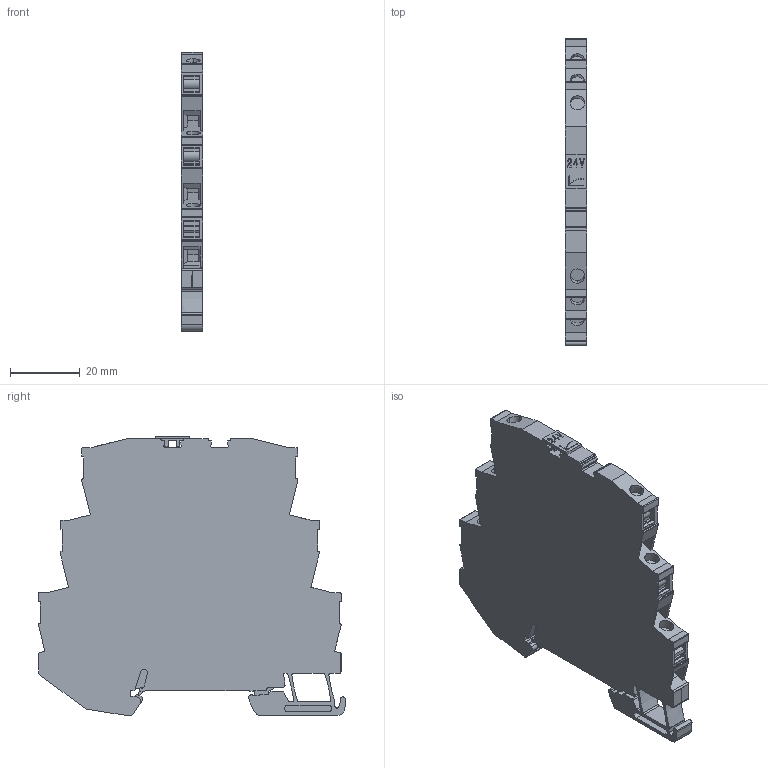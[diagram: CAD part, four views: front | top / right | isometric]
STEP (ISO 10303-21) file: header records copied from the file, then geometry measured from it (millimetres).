
FILE_DESCRIPTION(('CATIA V5 STEP Exchange','CAx-IF Rec.Pracs.--- Model Styling and Organization---1.5--- 2016-08-15','CAx-IF Rec.Pracs.---Supplemental Geometry---1.0---2011-11-01','CAx-IF Rec.Pracs.--- Composite Materials ---1.1---2010-07-15'),'2;1');
FILE_NAME ('9298796_5', '2025-09-23T06:52:17+00:00', ('none'), ('Weidmueller'), 'CATIA Version 5-6 Release 2024 SP4', 'CATIA V5 STEP AP214 v3', 'none');
FILE_SCHEMA(('AUTOMOTIVE_DESIGN { 1 0 10303 214 1 1 1 1 }'));
Length unit declared in the file: millimetre
Products named in the file (1): S3D_VSSC6_CL_CLFG_24VAC-DC_0-5A
Bounding box: 6.1 x 88.11 x 80.34 mm (x, y, z)
Volume: 25457 mm3; surface area: 21786.4 mm2
Topology: 14 solids, 14 shells, 876 faces, 2619 edges, 1793 vertices
Faces by surface type: plane 601, cylinder 251, extrusion 24
Entity records: 28748 total; most frequent: CARTESIAN_POINT 5671, ORIENTED_EDGE 5238, DIRECTION 3979, EDGE_CURVE 2619, VECTOR 2030, LINE 2006, VERTEX_POINT 1793, AXIS2_PLACEMENT_3D 1254
